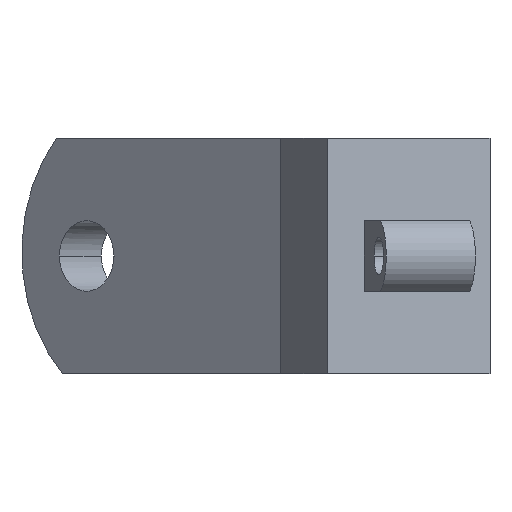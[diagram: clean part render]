
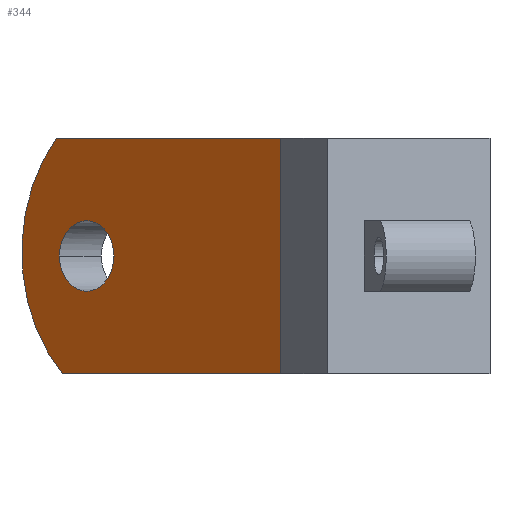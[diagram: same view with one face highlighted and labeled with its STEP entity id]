
A CAD part, front view. The second image highlights one B-rep face of the part: STEP entity #344.
In plain terms, the highlighted planar face has unit normal (-0.637, -0.771, 0).
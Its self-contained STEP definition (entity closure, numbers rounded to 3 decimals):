
#4 = DIRECTION ( 'NONE',  ( 0.771, -0.637, 0. ) ) ;
#16 = CARTESIAN_POINT ( 'NONE',  ( 6.082, 12.836, 20. ) ) ;
#69 = DIRECTION ( 'NONE',  ( 0.771, -0.637, 0. ) ) ;
#74 = CARTESIAN_POINT ( 'NONE',  ( -12.996, 28.596, 20. ) ) ;
#75 = DIRECTION ( 'NONE',  ( 0., 0., -1. ) ) ;
#90 = ORIENTED_EDGE ( 'NONE', *, *, #515, .F. ) ;
#99 = CARTESIAN_POINT ( 'NONE',  ( -11.72, 27.542, 20. ) ) ;
#103 = CARTESIAN_POINT ( 'NONE',  ( 6.082, 12.836, 20. ) ) ;
#115 = CIRCLE ( 'NONE', #653, 3. ) ;
#117 = ORIENTED_EDGE ( 'NONE', *, *, #590, .F. ) ;
#156 = VERTEX_POINT ( 'NONE', #243 ) ;
#181 = VERTEX_POINT ( 'NONE', #438 ) ;
#195 = DIRECTION ( 'NONE',  ( 0.771, -0.637, 0. ) ) ;
#199 = CARTESIAN_POINT ( 'NONE',  ( -12.74, 28.385, 10. ) ) ;
#215 = DIRECTION ( 'NONE',  ( -0.771, 0.637, 0. ) ) ;
#238 = CARTESIAN_POINT ( 'NONE',  ( -10.428, 26.474, 10. ) ) ;
#239 = ORIENTED_EDGE ( 'NONE', *, *, #275, .F. ) ;
#243 = CARTESIAN_POINT ( 'NONE',  ( -12.488, 28.176, 0. ) ) ;
#248 = CARTESIAN_POINT ( 'NONE',  ( -8.115, 24.564, 10. ) ) ;
#251 = ORIENTED_EDGE ( 'NONE', *, *, #742, .F. ) ;
#258 = LINE ( 'NONE', #16, #756 ) ;
#270 = CARTESIAN_POINT ( 'NONE',  ( -11.72, 27.542, 20. ) ) ;
#275 = EDGE_CURVE ( 'NONE', #670, #463, #346, .T. ) ;
#286 = EDGE_LOOP ( 'NONE', ( #117, #770 ) ) ;
#303 = DIRECTION ( 'NONE',  ( 0.637, 0.771, 0. ) ) ;
#311 = FACE_OUTER_BOUND ( 'NONE', #345, .T. ) ;
#344 = ADVANCED_FACE ( 'NONE', ( #629, #311 ), #592, .F. ) ;
#345 = EDGE_LOOP ( 'NONE', ( #239, #90, #683, #251 ) ) ;
#346 = LINE ( 'NONE', #270, #495 ) ;
#364 = CARTESIAN_POINT ( 'NONE',  ( -11.72, 27.542, 0. ) ) ;
#411 = LINE ( 'NONE', #364, #688 ) ;
#427 = CARTESIAN_POINT ( 'NONE',  ( -5.032, 22.017, 10.33 ) ) ;
#438 = CARTESIAN_POINT ( 'NONE',  ( 6.082, 12.836, 0. ) ) ;
#463 = VERTEX_POINT ( 'NONE', #103 ) ;
#471 = EDGE_CURVE ( 'NONE', #156, #181, #411, .T. ) ;
#477 = DIRECTION ( 'NONE',  ( -0.637, -0.771, 0. ) ) ;
#479 = AXIS2_PLACEMENT_3D ( 'NONE', #238, #477, #496 ) ;
#495 = VECTOR ( 'NONE', #636, 1000. ) ;
#496 = DIRECTION ( 'NONE',  ( 0.771, -0.637, 0. ) ) ;
#515 = EDGE_CURVE ( 'NONE', #156, #670, #558, .T. ) ;
#536 = DIRECTION ( 'NONE',  ( 0.637, 0.771, 0. ) ) ;
#558 = CIRCLE ( 'NONE', #560, 14.15 ) ;
#560 = AXIS2_PLACEMENT_3D ( 'NONE', #427, #303, #4 ) ;
#590 = EDGE_CURVE ( 'NONE', #758, #759, #601, .T. ) ;
#592 = PLANE ( 'NONE',  #773 ) ;
#601 = CIRCLE ( 'NONE', #479, 3. ) ;
#625 = EDGE_CURVE ( 'NONE', #759, #758, #115, .T. ) ;
#629 = FACE_BOUND ( 'NONE', #286, .T. ) ;
#633 = CARTESIAN_POINT ( 'NONE',  ( -10.428, 26.474, 10. ) ) ;
#636 = DIRECTION ( 'NONE',  ( 0.771, -0.637, 0. ) ) ;
#653 = AXIS2_PLACEMENT_3D ( 'NONE', #633, #776, #195 ) ;
#670 = VERTEX_POINT ( 'NONE', #74 ) ;
#683 = ORIENTED_EDGE ( 'NONE', *, *, #471, .T. ) ;
#688 = VECTOR ( 'NONE', #69, 1000. ) ;
#742 = EDGE_CURVE ( 'NONE', #463, #181, #258, .T. ) ;
#756 = VECTOR ( 'NONE', #75, 1000. ) ;
#758 = VERTEX_POINT ( 'NONE', #248 ) ;
#759 = VERTEX_POINT ( 'NONE', #199 ) ;
#770 = ORIENTED_EDGE ( 'NONE', *, *, #625, .F. ) ;
#773 = AXIS2_PLACEMENT_3D ( 'NONE', #99, #536, #215 ) ;
#776 = DIRECTION ( 'NONE',  ( -0.637, -0.771, 0. ) ) ;
